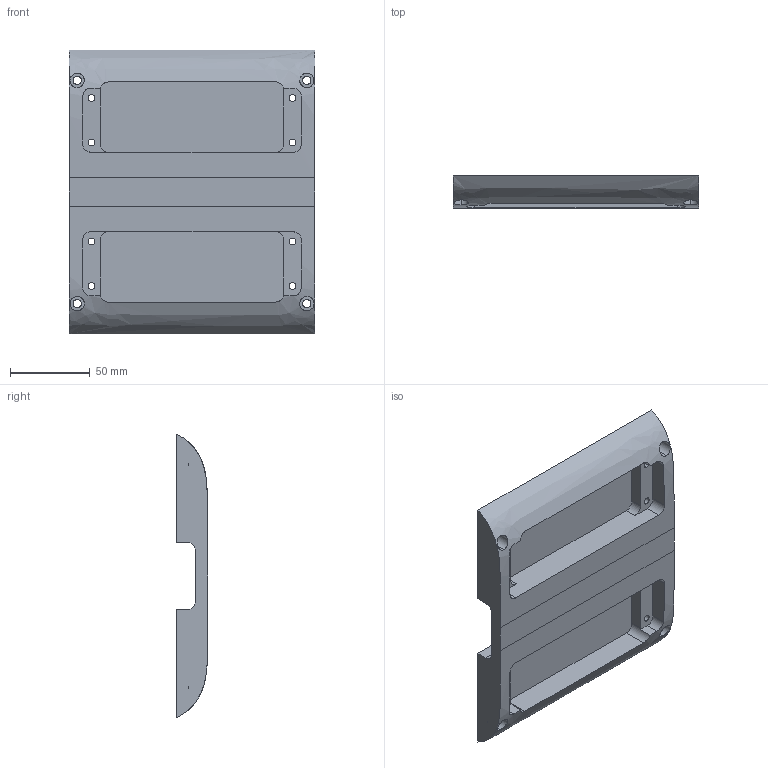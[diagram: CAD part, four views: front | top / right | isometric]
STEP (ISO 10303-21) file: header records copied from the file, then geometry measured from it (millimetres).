
FILE_DESCRIPTION (( 'STEP AP214' ), '1' );
FILE_NAME ('PL-USI-030-Aa-plaque-centrale.STEP', '2019-08-30T09:19:06', ( '' ), ( '' ), 'SwSTEP 2.0', 'SolidWorks 2016', '' );
FILE_SCHEMA (( 'AUTOMOTIVE_DESIGN' ));
Length unit declared in the file: millimetre
Products named in the file (1): PL-USI-030-Aa-plaque-centrale
Bounding box: 154 x 20 x 177.96 mm (x, y, z)
Volume: 214164.4 mm3; surface area: 78756 mm2
Topology: 1 solids, 1 shells, 86 faces, 234 edges, 156 vertices
Faces by surface type: cylinder 50, plane 34, bspline 2
Entity records: 3760 total; most frequent: CARTESIAN_POINT 1299, ORIENTED_EDGE 468, DIRECTION 460, EDGE_CURVE 234, AXIS2_PLACEMENT_3D 169, VERTEX_POINT 156, LINE 122, VECTOR 122
